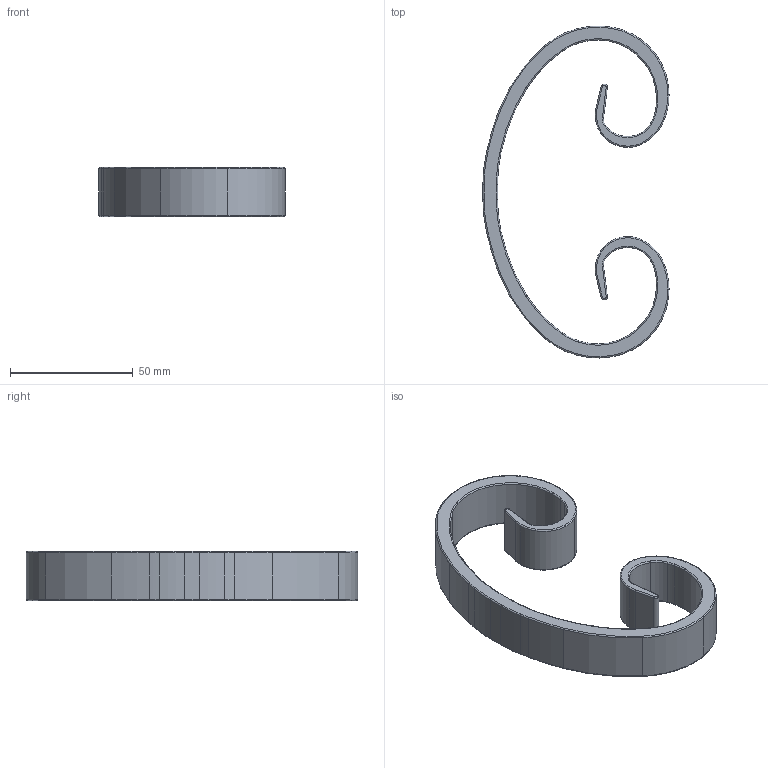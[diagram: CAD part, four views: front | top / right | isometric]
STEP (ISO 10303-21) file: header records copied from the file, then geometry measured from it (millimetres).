
FILE_DESCRIPTION (( 'STEP AP203' ), '1' );
FILE_NAME ('0501010.STEP', '2025-05-14T13:08:17', ( '' ), ( '' ), 'SwSTEP 2.0', 'SolidWorks 2023', '' );
FILE_SCHEMA (( 'CONFIG_CONTROL_DESIGN' ));
Length unit declared in the file: millimetre
Products named in the file (1): 0501010
Bounding box: 75.74 x 135.06 x 20 mm (x, y, z)
Volume: 38569 mm3; surface area: 18267.9 mm2
Topology: 1 solids, 1 shells, 144 faces, 342 edges, 200 vertices
Faces by surface type: torus 84, cylinder 52, plane 8
Entity records: 4303 total; most frequent: DIRECTION 904, CARTESIAN_POINT 687, ORIENTED_EDGE 684, AXIS2_PLACEMENT_3D 417, EDGE_CURVE 342, CIRCLE 272, VERTEX_POINT 200, EDGE_LOOP 144
